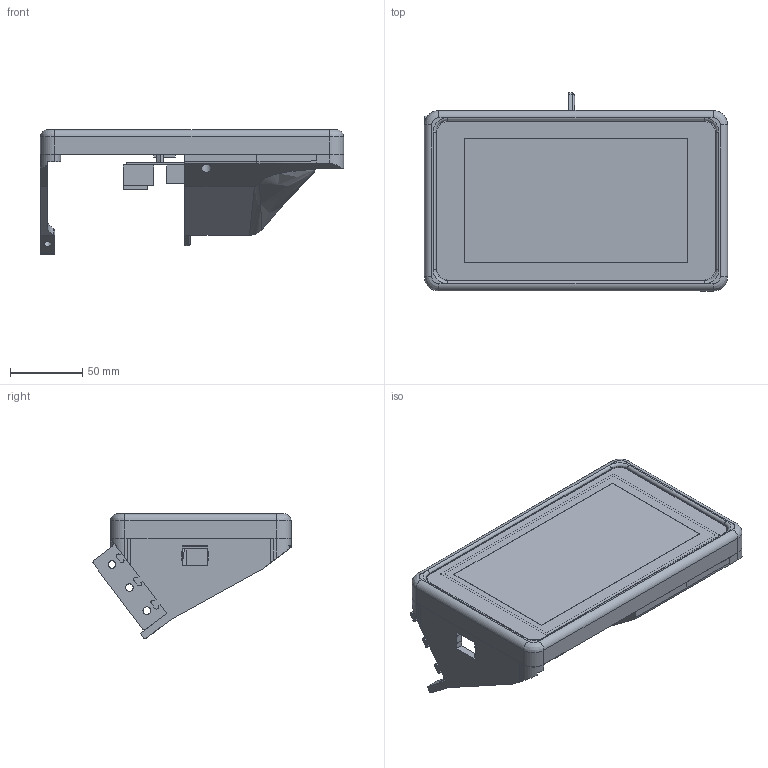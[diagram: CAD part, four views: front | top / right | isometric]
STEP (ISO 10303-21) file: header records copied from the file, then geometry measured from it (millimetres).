
FILE_DESCRIPTION(/* description */ (''),/* implementation_level */ '2;1');
FILE_NAME(/* name */ 'RaspiTouchscreenEnclosure.step',/* time_stamp */ '2023-10-08T10:17:31-07:00',/* author */ (''),/* organization */ (''),/* preprocessor_version */ 'ST-DEVELOPER v20',/* originating_system */ 'Autodesk Translation Framework v12.14.0.127',/* authorisation */ '');
FILE_SCHEMA (('AUTOMOTIVE_DESIGN { 1 0 10303 214 3 1 1 }'));
Length unit declared in the file: millimetre
Products named in the file (2): RaspiTouchscreen; Case2 (1) (1)
Assembly tree (1 placements, depth 2):
  RaspiTouchscreen
    Case2 (1) (1)
Bounding box: 210 x 137.16 x 86.43 mm (x, y, z)
Volume: 419242.8 mm3; surface area: 232225.6 mm2
Topology: 26 solids, 26 shells, 601 faces, 1495 edges, 980 vertices
Faces by surface type: plane 319, cylinder 232, bspline 38, torus 12
Full cylindrical faces by diameter (mm): 2.356 x4, 2.529 x12, 2.927 x4, 3 x38, 3.086 x12, 3.5 x2, 4 x4, 5.25 x4, 7 x5, 10 x4
Entity records: 25816 total; most frequent: CARTESIAN_POINT 11657, ORIENTED_EDGE 2986, DIRECTION 2679, EDGE_CURVE 1493, VERTEX_POINT 980, AXIS2_PLACEMENT_3D 896, LINE 887, VECTOR 887
